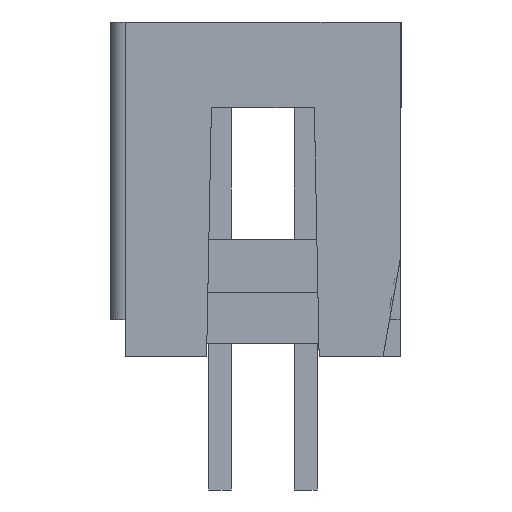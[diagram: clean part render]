
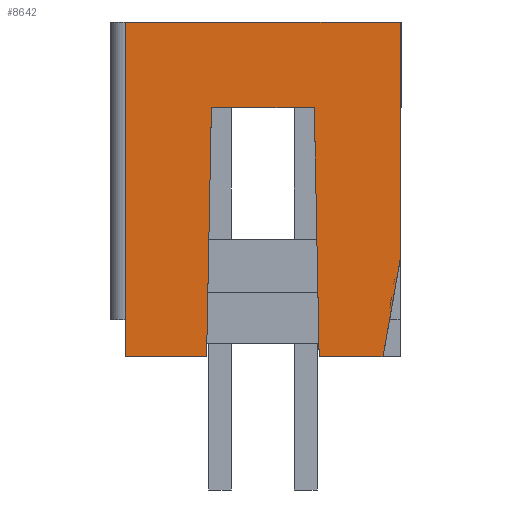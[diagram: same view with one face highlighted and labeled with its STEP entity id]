
A CAD part, left-side view. The second image highlights one B-rep face of the part: STEP entity #8642.
In plain terms, the highlighted planar face has unit normal (-1, 0, 0).
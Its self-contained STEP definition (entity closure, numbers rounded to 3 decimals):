
#7818=CARTESIAN_POINT('',(-18.898,4.064,9.906));
#7819=VERTEX_POINT('',#7818);
#7826=CARTESIAN_POINT('',(-18.898,-4.064,9.906));
#7827=VERTEX_POINT('',#7826);
#7828=CARTESIAN_POINT('',(-18.898,4.064,9.906));
#7829=DIRECTION('',(0.0,-1.0,0.0));
#7830=VECTOR('',#7829,8.128);
#7831=LINE('',#7828,#7830);
#7832=EDGE_CURVE('',#7819,#7827,#7831,.T.);
#7928=CARTESIAN_POINT('',(-18.898,-1.524,7.366));
#7929=VERTEX_POINT('',#7928);
#7936=CARTESIAN_POINT('',(-18.898,1.524,7.366));
#7937=VERTEX_POINT('',#7936);
#7938=CARTESIAN_POINT('',(-18.898,1.524,7.366));
#7939=DIRECTION('',(0.0,-1.0,0.0));
#7940=VECTOR('',#7939,3.048);
#7941=LINE('',#7938,#7940);
#7942=EDGE_CURVE('',#7937,#7929,#7941,.T.);
#8331=CARTESIAN_POINT('',(-18.898,-1.665,0.));
#8332=VERTEX_POINT('',#8331);
#8339=CARTESIAN_POINT('',(-18.898,-1.665,0.));
#8340=DIRECTION('',(0.0,0.019,1.));
#8341=VECTOR('',#8340,7.367);
#8342=LINE('',#8339,#8341);
#8343=EDGE_CURVE('',#8332,#7929,#8342,.T.);
#8452=CARTESIAN_POINT('',(-18.898,1.665,0.));
#8453=VERTEX_POINT('',#8452);
#8454=CARTESIAN_POINT('',(-18.898,1.665,0.));
#8455=DIRECTION('',(0.0,-0.019,1.));
#8456=VECTOR('',#8455,7.367);
#8457=LINE('',#8454,#8456);
#8458=EDGE_CURVE('',#8453,#7937,#8457,.T.);
#8595=CARTESIAN_POINT('',(-18.898,4.47,-0.495));
#8596=DIRECTION('',(-1.0,0.0,0.0));
#8597=DIRECTION('',(0.0,0.0,1.0));
#8598=AXIS2_PLACEMENT_3D('',#8595,#8596,#8597);
#8599=PLANE('',#8598);
#8600=ORIENTED_EDGE('',*,*,#8343,.F.);
#8601=CARTESIAN_POINT('',(-18.898,-3.556,0.));
#8602=VERTEX_POINT('',#8601);
#8603=CARTESIAN_POINT('',(-18.898,-1.665,0.));
#8604=DIRECTION('',(0.0,-1.0,0.0));
#8605=VECTOR('',#8604,1.891);
#8606=LINE('',#8603,#8605);
#8607=EDGE_CURVE('',#8332,#8602,#8606,.T.);
#8608=ORIENTED_EDGE('',*,*,#8607,.T.);
#8609=CARTESIAN_POINT('',(-18.898,-4.064,2.881));
#8610=VERTEX_POINT('',#8609);
#8611=CARTESIAN_POINT('',(-18.898,-4.064,2.881));
#8612=DIRECTION('',(0.0,0.174,-0.985));
#8613=VECTOR('',#8612,2.925);
#8614=LINE('',#8611,#8613);
#8615=EDGE_CURVE('',#8610,#8602,#8614,.T.);
#8616=ORIENTED_EDGE('',*,*,#8615,.F.);
#8617=CARTESIAN_POINT('',(-18.898,-4.064,2.881));
#8618=DIRECTION('',(0.0,0.0,1.0));
#8619=VECTOR('',#8618,7.025);
#8620=LINE('',#8617,#8619);
#8621=EDGE_CURVE('',#8610,#7827,#8620,.T.);
#8622=ORIENTED_EDGE('',*,*,#8621,.T.);
#8623=ORIENTED_EDGE('',*,*,#7832,.F.);
#8624=CARTESIAN_POINT('',(-18.898,4.064,0.));
#8625=VERTEX_POINT('',#8624);
#8626=CARTESIAN_POINT('',(-18.898,4.064,9.906));
#8627=DIRECTION('',(0.0,0.0,-1.0));
#8628=VECTOR('',#8627,9.906);
#8629=LINE('',#8626,#8628);
#8630=EDGE_CURVE('',#7819,#8625,#8629,.T.);
#8631=ORIENTED_EDGE('',*,*,#8630,.T.);
#8632=CARTESIAN_POINT('',(-18.898,4.064,0.));
#8633=DIRECTION('',(0.0,-1.0,0.0));
#8634=VECTOR('',#8633,2.399);
#8635=LINE('',#8632,#8634);
#8636=EDGE_CURVE('',#8625,#8453,#8635,.T.);
#8637=ORIENTED_EDGE('',*,*,#8636,.T.);
#8638=ORIENTED_EDGE('',*,*,#8458,.T.);
#8639=ORIENTED_EDGE('',*,*,#7942,.T.);
#8640=EDGE_LOOP('',(#8600,#8608,#8616,#8622,#8623,#8631,#8637,#8638,#8639));
#8641=FACE_OUTER_BOUND('',#8640,.T.);
#8642=ADVANCED_FACE('',(#8641),#8599,.T.);
